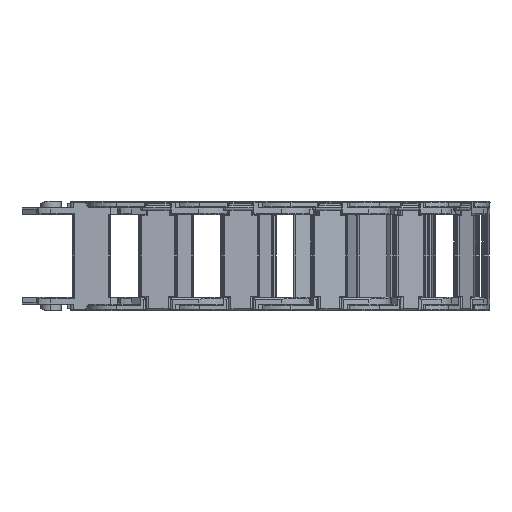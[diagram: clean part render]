
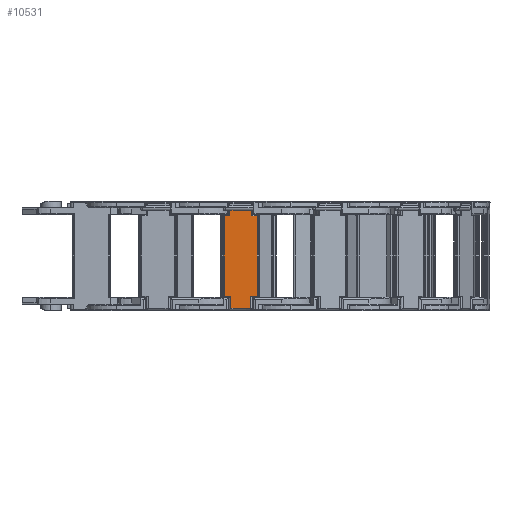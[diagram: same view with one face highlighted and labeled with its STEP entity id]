
A CAD part, front view. The second image highlights one B-rep face of the part: STEP entity #10531.
In plain terms, the highlighted face is planar.
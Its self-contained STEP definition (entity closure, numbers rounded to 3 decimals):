
#496 = LINE ( 'NONE', #9408, #10746 ) ;
#521 = VERTEX_POINT ( 'NONE', #15667 ) ;
#581 = FACE_OUTER_BOUND ( 'NONE', #3724, .T. ) ;
#1148 = EDGE_CURVE ( 'NONE', #10318, #1536, #1271, .T. ) ;
#1271 = LINE ( 'NONE', #10007, #3321 ) ;
#1334 = DIRECTION ( 'NONE',  ( 0., 0., 1. ) ) ;
#1338 = CARTESIAN_POINT ( 'NONE',  ( 453.855, 93.451, 568.601 ) ) ;
#1400 = VECTOR ( 'NONE', #15609, 1000. ) ;
#1536 = VERTEX_POINT ( 'NONE', #16011 ) ;
#1598 = CARTESIAN_POINT ( 'NONE',  ( 440.417, 93.451, 565.901 ) ) ;
#1652 = VECTOR ( 'NONE', #17642, 1000. ) ;
#1788 = VECTOR ( 'NONE', #3076, 1000. ) ;
#2196 = CARTESIAN_POINT ( 'NONE',  ( 450.612, 93.451, 613.496 ) ) ;
#2308 = ORIENTED_EDGE ( 'NONE', *, *, #11150, .F. ) ;
#2350 = DIRECTION ( 'NONE',  ( 1., 0., 0. ) ) ;
#2983 = DIRECTION ( 'NONE',  ( 1., 0., 0. ) ) ;
#3076 = DIRECTION ( 'NONE',  ( -1., 0., 0. ) ) ;
#3145 = EDGE_CURVE ( 'NONE', #11635, #521, #17121, .T. ) ;
#3178 = VERTEX_POINT ( 'NONE', #7672 ) ;
#3321 = VECTOR ( 'NONE', #11523, 1000. ) ;
#3367 = VERTEX_POINT ( 'NONE', #7591 ) ;
#3433 = LINE ( 'NONE', #8702, #10962 ) ;
#3724 = EDGE_LOOP ( 'NONE', ( #12969, #9857, #13072, #16104, #9970, #14793, #15798, #2308, #14875, #4693, #5881, #7858 ) ) ;
#3751 = EDGE_CURVE ( 'NONE', #13775, #7939, #496, .T. ) ;
#3796 = LINE ( 'NONE', #11029, #10626 ) ;
#4303 = LINE ( 'NONE', #7335, #1788 ) ;
#4330 = EDGE_CURVE ( 'NONE', #7616, #14691, #3433, .T. ) ;
#4693 = ORIENTED_EDGE ( 'NONE', *, *, #7920, .F. ) ;
#5101 = LINE ( 'NONE', #13117, #6224 ) ;
#5337 = VECTOR ( 'NONE', #17989, 1000. ) ;
#5342 = CARTESIAN_POINT ( 'NONE',  ( 451.117, 93.451, 568.601 ) ) ;
#5719 = LINE ( 'NONE', #9856, #1400 ) ;
#5881 = ORIENTED_EDGE ( 'NONE', *, *, #3751, .F. ) ;
#6224 = VECTOR ( 'NONE', #2983, 1000. ) ;
#6312 = LINE ( 'NONE', #11191, #17897 ) ;
#6371 = LINE ( 'NONE', #11493, #12078 ) ;
#7072 = VERTEX_POINT ( 'NONE', #1598 ) ;
#7335 = CARTESIAN_POINT ( 'NONE',  ( 425.879, 93.451, 568.601 ) ) ;
#7591 = CARTESIAN_POINT ( 'NONE',  ( 451.117, 93.451, 565.901 ) ) ;
#7616 = VERTEX_POINT ( 'NONE', #11803 ) ;
#7672 = CARTESIAN_POINT ( 'NONE',  ( 440.417, 93.451, 568.601 ) ) ;
#7858 = ORIENTED_EDGE ( 'NONE', *, *, #18266, .F. ) ;
#7906 = CARTESIAN_POINT ( 'NONE',  ( 440.922, 93.451, 613.496 ) ) ;
#7920 = EDGE_CURVE ( 'NONE', #7939, #10318, #3796, .T. ) ;
#7939 = VERTEX_POINT ( 'NONE', #7906 ) ;
#8379 = VERTEX_POINT ( 'NONE', #5342 ) ;
#8563 = EDGE_CURVE ( 'NONE', #7072, #3178, #6312, .T. ) ;
#8695 = DIRECTION ( 'NONE',  ( 1., 0., 0. ) ) ;
#8702 = CARTESIAN_POINT ( 'NONE',  ( 453.855, 93.451, 571.869 ) ) ;
#9408 = CARTESIAN_POINT ( 'NONE',  ( 440.922, 93.451, 584.346 ) ) ;
#9846 = DIRECTION ( 'NONE',  ( 0., 1., 0. ) ) ;
#9856 = CARTESIAN_POINT ( 'NONE',  ( 451.117, 93.451, 591.851 ) ) ;
#9857 = ORIENTED_EDGE ( 'NONE', *, *, #15643, .F. ) ;
#9970 = ORIENTED_EDGE ( 'NONE', *, *, #18034, .F. ) ;
#10007 = CARTESIAN_POINT ( 'NONE',  ( 450.612, 93.451, 584.346 ) ) ;
#10061 = VECTOR ( 'NONE', #13112, 1000. ) ;
#10093 = CARTESIAN_POINT ( 'NONE',  ( 425.879, 93.451, 571.869 ) ) ;
#10318 = VERTEX_POINT ( 'NONE', #2196 ) ;
#10531 = ADVANCED_FACE ( 'NONE', ( #581 ), #18649, .F. ) ;
#10626 = VECTOR ( 'NONE', #2350, 1000. ) ;
#10746 = VECTOR ( 'NONE', #16509, 1000. ) ;
#10834 = EDGE_CURVE ( 'NONE', #3367, #7072, #18291, .T. ) ;
#10962 = VECTOR ( 'NONE', #15685, 1000. ) ;
#10973 = LINE ( 'NONE', #17665, #10061 ) ;
#11029 = CARTESIAN_POINT ( 'NONE',  ( 425.879, 93.451, 613.496 ) ) ;
#11150 = EDGE_CURVE ( 'NONE', #1536, #7616, #5101, .T. ) ;
#11191 = CARTESIAN_POINT ( 'NONE',  ( 440.417, 93.451, 591.851 ) ) ;
#11479 = DIRECTION ( 'NONE',  ( 0., 0., 1. ) ) ;
#11493 = CARTESIAN_POINT ( 'NONE',  ( 425.879, 93.451, 607.596 ) ) ;
#11523 = DIRECTION ( 'NONE',  ( 0., 0., -1. ) ) ;
#11635 = VERTEX_POINT ( 'NONE', #13095 ) ;
#11803 = CARTESIAN_POINT ( 'NONE',  ( 453.855, 93.451, 607.596 ) ) ;
#12078 = VECTOR ( 'NONE', #8695, 1000. ) ;
#12659 = EDGE_CURVE ( 'NONE', #14691, #8379, #10973, .T. ) ;
#12969 = ORIENTED_EDGE ( 'NONE', *, *, #3145, .F. ) ;
#13072 = ORIENTED_EDGE ( 'NONE', *, *, #8563, .F. ) ;
#13095 = CARTESIAN_POINT ( 'NONE',  ( 437.679, 93.451, 568.601 ) ) ;
#13112 = DIRECTION ( 'NONE',  ( -1., 0., 0. ) ) ;
#13117 = CARTESIAN_POINT ( 'NONE',  ( 425.879, 93.451, 607.596 ) ) ;
#13210 = CARTESIAN_POINT ( 'NONE',  ( 440.922, 93.451, 607.596 ) ) ;
#13775 = VERTEX_POINT ( 'NONE', #13210 ) ;
#13892 = CARTESIAN_POINT ( 'NONE',  ( 425.879, 93.451, 565.901 ) ) ;
#14691 = VERTEX_POINT ( 'NONE', #1338 ) ;
#14793 = ORIENTED_EDGE ( 'NONE', *, *, #12659, .F. ) ;
#14875 = ORIENTED_EDGE ( 'NONE', *, *, #1148, .F. ) ;
#15609 = DIRECTION ( 'NONE',  ( 0., 0., -1. ) ) ;
#15643 = EDGE_CURVE ( 'NONE', #3178, #11635, #4303, .T. ) ;
#15667 = CARTESIAN_POINT ( 'NONE',  ( 437.679, 93.451, 607.596 ) ) ;
#15685 = DIRECTION ( 'NONE',  ( 0., 0., -1. ) ) ;
#15798 = ORIENTED_EDGE ( 'NONE', *, *, #4330, .F. ) ;
#16011 = CARTESIAN_POINT ( 'NONE',  ( 450.612, 93.451, 607.596 ) ) ;
#16104 = ORIENTED_EDGE ( 'NONE', *, *, #10834, .F. ) ;
#16256 = CARTESIAN_POINT ( 'NONE',  ( 437.679, 93.451, 571.869 ) ) ;
#16509 = DIRECTION ( 'NONE',  ( 0., 0., 1. ) ) ;
#17121 = LINE ( 'NONE', #16256, #1652 ) ;
#17642 = DIRECTION ( 'NONE',  ( 0., 0., 1. ) ) ;
#17665 = CARTESIAN_POINT ( 'NONE',  ( 425.879, 93.451, 568.601 ) ) ;
#17897 = VECTOR ( 'NONE', #1334, 1000. ) ;
#17989 = DIRECTION ( 'NONE',  ( -1., 0., 0. ) ) ;
#18034 = EDGE_CURVE ( 'NONE', #8379, #3367, #5719, .T. ) ;
#18266 = EDGE_CURVE ( 'NONE', #521, #13775, #6371, .T. ) ;
#18291 = LINE ( 'NONE', #13892, #5337 ) ;
#18649 = PLANE ( 'NONE',  #18660 ) ;
#18660 = AXIS2_PLACEMENT_3D ( 'NONE', #10093, #9846, #11479 ) ;
